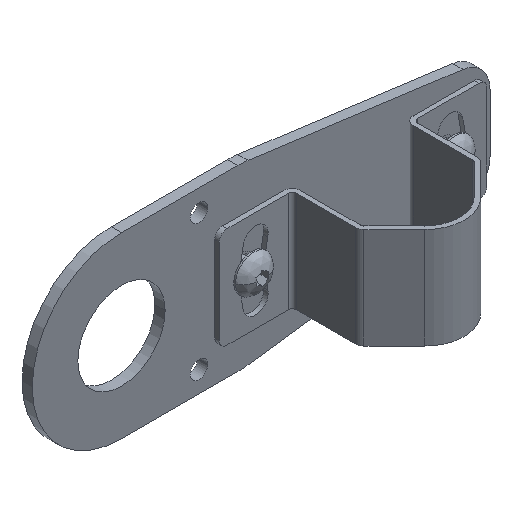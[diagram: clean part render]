
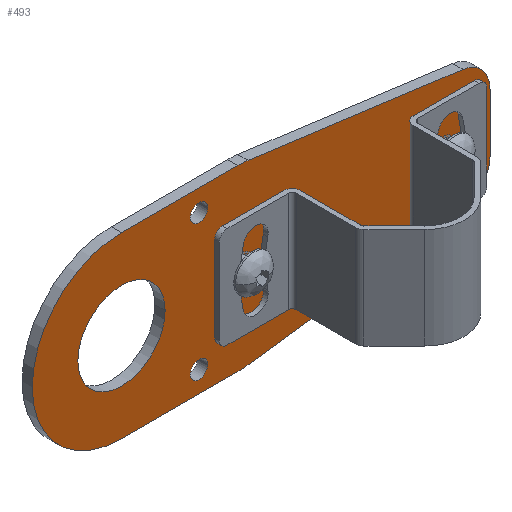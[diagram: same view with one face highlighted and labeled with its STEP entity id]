
A CAD part, isometric view. The second image highlights one B-rep face of the part: STEP entity #493.
In plain terms, the highlighted planar face has unit normal (0, -1, 0).
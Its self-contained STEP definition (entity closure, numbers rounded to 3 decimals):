
#105=CARTESIAN_POINT('',(0.,-2.65,0.));
#106=DIRECTION('',(0.,-1.,0.));
#107=DIRECTION('',(1.,0.,0.));
#108=AXIS2_PLACEMENT_3D('',#105,#106,#107);
#110=CARTESIAN_POINT('',(0.,-2.65,0.));
#111=DIRECTION('',(0.,-1.,0.));
#112=DIRECTION('',(-1.,0.,0.));
#113=AXIS2_PLACEMENT_3D('',#110,#111,#112);
#115=CARTESIAN_POINT('',(0.,-2.65,0.));
#116=DIRECTION('',(0.,1.,0.));
#117=DIRECTION('',(0.,0.,-1.));
#118=AXIS2_PLACEMENT_3D('',#115,#116,#117);
#120=DIRECTION('',(1.,0.,0.));
#121=VECTOR('',#120,30.);
#122=CARTESIAN_POINT('',(0.,-2.65,23.));
#123=LINE('',#122,#121);
#124=CARTESIAN_POINT('',(30.,-2.65,3.));
#125=DIRECTION('',(0.,1.,0.));
#126=DIRECTION('',(0.,0.,1.));
#127=AXIS2_PLACEMENT_3D('',#124,#125,#126);
#129=DIRECTION('',(0.991,0.,-0.132));
#130=VECTOR('',#129,55.904);
#131=CARTESIAN_POINT('',(32.645,-2.65,22.824));
#132=LINE('',#131,#130);
#133=CARTESIAN_POINT('',(87.,-2.65,7.5));
#134=DIRECTION('',(0.,1.,0.));
#135=DIRECTION('',(0.132,0.,0.991));
#136=AXIS2_PLACEMENT_3D('',#133,#134,#135);
#138=DIRECTION('',(0.,0.,-1.));
#139=VECTOR('',#138,15.);
#140=CARTESIAN_POINT('',(95.,-2.65,7.5));
#141=LINE('',#140,#139);
#142=CARTESIAN_POINT('',(87.,-2.65,-7.5));
#143=DIRECTION('',(0.,1.,0.));
#144=DIRECTION('',(1.,0.,0.));
#145=AXIS2_PLACEMENT_3D('',#142,#143,#144);
#147=DIRECTION('',(-0.991,0.,-0.132));
#148=VECTOR('',#147,55.904);
#149=CARTESIAN_POINT('',(88.058,-2.65,-15.43));
#150=LINE('',#149,#148);
#151=CARTESIAN_POINT('',(30.,-2.65,-3.));
#152=DIRECTION('',(0.,1.,0.));
#153=DIRECTION('',(0.132,0.,-0.991));
#154=AXIS2_PLACEMENT_3D('',#151,#152,#153);
#156=DIRECTION('',(-1.,0.,0.));
#157=VECTOR('',#156,30.);
#158=CARTESIAN_POINT('',(30.,-2.65,-23.));
#159=LINE('',#158,#157);
#160=CARTESIAN_POINT('',(31.,-2.65,0.));
#161=DIRECTION('',(0.,1.,0.));
#162=DIRECTION('',(1.,0.,0.));
#163=AXIS2_PLACEMENT_3D('',#160,#161,#162);
#165=CARTESIAN_POINT('',(31.,-2.65,0.));
#166=DIRECTION('',(0.,1.,0.));
#167=DIRECTION('',(-1.,0.,0.));
#168=AXIS2_PLACEMENT_3D('',#165,#166,#167);
#170=CARTESIAN_POINT('',(83.,-2.65,0.));
#171=DIRECTION('',(0.,1.,0.));
#172=DIRECTION('',(1.,0.,0.));
#173=AXIS2_PLACEMENT_3D('',#170,#171,#172);
#175=CARTESIAN_POINT('',(83.,-2.65,0.));
#176=DIRECTION('',(0.,1.,0.));
#177=DIRECTION('',(-1.,0.,0.));
#178=AXIS2_PLACEMENT_3D('',#175,#176,#177);
#180=CARTESIAN_POINT('',(20.,-2.65,17.5));
#181=DIRECTION('',(0.,1.,0.));
#182=DIRECTION('',(1.,0.,0.));
#183=AXIS2_PLACEMENT_3D('',#180,#181,#182);
#185=CARTESIAN_POINT('',(20.,-2.65,17.5));
#186=DIRECTION('',(0.,1.,0.));
#187=DIRECTION('',(-1.,0.,0.));
#188=AXIS2_PLACEMENT_3D('',#185,#186,#187);
#190=CARTESIAN_POINT('',(20.,-2.65,-17.5));
#191=DIRECTION('',(0.,1.,0.));
#192=DIRECTION('',(1.,0.,0.));
#193=AXIS2_PLACEMENT_3D('',#190,#191,#192);
#195=CARTESIAN_POINT('',(20.,-2.65,-17.5));
#196=DIRECTION('',(0.,1.,0.));
#197=DIRECTION('',(-1.,0.,0.));
#198=AXIS2_PLACEMENT_3D('',#195,#196,#197);
#284=CARTESIAN_POINT('',(11.25,-2.65,0.));
#285=CARTESIAN_POINT('',(-11.25,-2.65,0.));
#286=VERTEX_POINT('',#284);
#287=VERTEX_POINT('',#285);
#288=CARTESIAN_POINT('',(0.,-2.65,-23.));
#289=CARTESIAN_POINT('',(0.,-2.65,23.));
#290=VERTEX_POINT('',#288);
#291=VERTEX_POINT('',#289);
#292=CARTESIAN_POINT('',(30.,-2.65,23.));
#293=VERTEX_POINT('',#292);
#294=CARTESIAN_POINT('',(30.,-2.65,-23.));
#295=VERTEX_POINT('',#294);
#304=CARTESIAN_POINT('',(32.645,-2.65,22.824));
#305=CARTESIAN_POINT('',(88.058,-2.65,15.43));
#306=VERTEX_POINT('',#304);
#307=VERTEX_POINT('',#305);
#308=CARTESIAN_POINT('',(88.058,-2.65,-15.43));
#309=CARTESIAN_POINT('',(32.645,-2.65,-22.824));
#310=VERTEX_POINT('',#308);
#311=VERTEX_POINT('',#309);
#316=CARTESIAN_POINT('',(95.,-2.65,7.5));
#317=VERTEX_POINT('',#316);
#318=CARTESIAN_POINT('',(95.,-2.65,-7.5));
#319=VERTEX_POINT('',#318);
#324=CARTESIAN_POINT('',(33.5,-2.65,0.));
#325=CARTESIAN_POINT('',(28.5,-2.65,0.));
#326=VERTEX_POINT('',#324);
#327=VERTEX_POINT('',#325);
#332=CARTESIAN_POINT('',(85.5,-2.65,0.));
#333=CARTESIAN_POINT('',(80.5,-2.65,0.));
#334=VERTEX_POINT('',#332);
#335=VERTEX_POINT('',#333);
#344=CARTESIAN_POINT('',(22.25,-2.65,17.5));
#345=CARTESIAN_POINT('',(17.75,-2.65,17.5));
#346=VERTEX_POINT('',#344);
#347=VERTEX_POINT('',#345);
#348=CARTESIAN_POINT('',(22.25,-2.65,-17.5));
#349=CARTESIAN_POINT('',(17.75,-2.65,-17.5));
#350=VERTEX_POINT('',#348);
#351=VERTEX_POINT('',#349);
#438=CARTESIAN_POINT('',(0.,-2.65,0.));
#439=DIRECTION('',(0.,1.,0.));
#440=DIRECTION('',(1.,0.,0.));
#441=AXIS2_PLACEMENT_3D('',#438,#439,#440);
#442=PLANE('',#441);
#444=ORIENTED_EDGE('',*,*,#443,.T.);
#446=ORIENTED_EDGE('',*,*,#445,.T.);
#448=ORIENTED_EDGE('',*,*,#447,.T.);
#450=ORIENTED_EDGE('',*,*,#449,.T.);
#452=ORIENTED_EDGE('',*,*,#451,.T.);
#454=ORIENTED_EDGE('',*,*,#453,.T.);
#456=ORIENTED_EDGE('',*,*,#455,.T.);
#458=ORIENTED_EDGE('',*,*,#457,.T.);
#460=ORIENTED_EDGE('',*,*,#459,.T.);
#462=ORIENTED_EDGE('',*,*,#461,.T.);
#463=EDGE_LOOP('',(#444,#446,#448,#450,#452,#454,#456,#458,#460,#462));
#464=FACE_OUTER_BOUND('',#463,.F.);
#465=ORIENTED_EDGE('',*,*,#418,.T.);
#466=ORIENTED_EDGE('',*,*,#432,.T.);
#467=EDGE_LOOP('',(#465,#466));
#468=FACE_BOUND('',#467,.F.);
#470=ORIENTED_EDGE('',*,*,#469,.F.);
#472=ORIENTED_EDGE('',*,*,#471,.F.);
#473=EDGE_LOOP('',(#470,#472));
#474=FACE_BOUND('',#473,.F.);
#476=ORIENTED_EDGE('',*,*,#475,.F.);
#478=ORIENTED_EDGE('',*,*,#477,.F.);
#479=EDGE_LOOP('',(#476,#478));
#480=FACE_BOUND('',#479,.F.);
#482=ORIENTED_EDGE('',*,*,#481,.F.);
#484=ORIENTED_EDGE('',*,*,#483,.F.);
#485=EDGE_LOOP('',(#482,#484));
#486=FACE_BOUND('',#485,.F.);
#488=ORIENTED_EDGE('',*,*,#487,.F.);
#490=ORIENTED_EDGE('',*,*,#489,.F.);
#491=EDGE_LOOP('',(#488,#490));
#492=FACE_BOUND('',#491,.F.);
#493=ADVANCED_FACE('',(#464,#468,#474,#480,#486,#492),#442,.F.);
#109=CIRCLE('',#108,11.25);
#114=CIRCLE('',#113,11.25);
#119=CIRCLE('',#118,23.);
#128=CIRCLE('',#127,20.);
#137=CIRCLE('',#136,8.);
#146=CIRCLE('',#145,8.);
#155=CIRCLE('',#154,20.);
#164=CIRCLE('',#163,2.5);
#169=CIRCLE('',#168,2.5);
#174=CIRCLE('',#173,2.5);
#179=CIRCLE('',#178,2.5);
#184=CIRCLE('',#183,2.25);
#189=CIRCLE('',#188,2.25);
#194=CIRCLE('',#193,2.25);
#199=CIRCLE('',#198,2.25);
#418=EDGE_CURVE('',#286,#287,#109,.T.);
#432=EDGE_CURVE('',#287,#286,#114,.T.);
#443=EDGE_CURVE('',#290,#291,#119,.T.);
#445=EDGE_CURVE('',#291,#293,#123,.T.);
#447=EDGE_CURVE('',#293,#306,#128,.T.);
#449=EDGE_CURVE('',#306,#307,#132,.T.);
#451=EDGE_CURVE('',#307,#317,#137,.T.);
#453=EDGE_CURVE('',#317,#319,#141,.T.);
#455=EDGE_CURVE('',#319,#310,#146,.T.);
#457=EDGE_CURVE('',#310,#311,#150,.T.);
#459=EDGE_CURVE('',#311,#295,#155,.T.);
#461=EDGE_CURVE('',#295,#290,#159,.T.);
#469=EDGE_CURVE('',#326,#327,#164,.T.);
#471=EDGE_CURVE('',#327,#326,#169,.T.);
#475=EDGE_CURVE('',#334,#335,#174,.T.);
#477=EDGE_CURVE('',#335,#334,#179,.T.);
#481=EDGE_CURVE('',#346,#347,#184,.T.);
#483=EDGE_CURVE('',#347,#346,#189,.T.);
#487=EDGE_CURVE('',#350,#351,#194,.T.);
#489=EDGE_CURVE('',#351,#350,#199,.T.);
